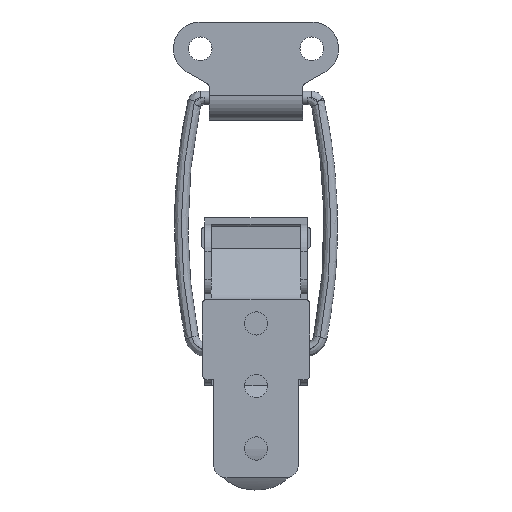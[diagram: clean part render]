
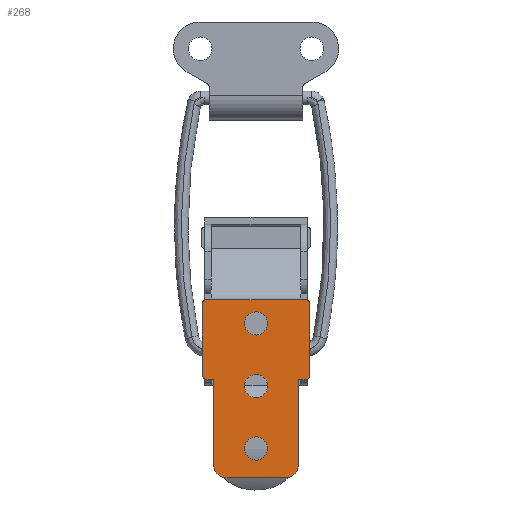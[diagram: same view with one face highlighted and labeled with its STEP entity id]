
A CAD part, front view. The second image highlights one B-rep face of the part: STEP entity #268.
In plain terms, the highlighted planar face has unit normal (0, -1, 0).
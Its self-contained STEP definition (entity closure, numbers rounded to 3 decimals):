
#268=ADVANCED_FACE('',(#1156,#1157,#1158,#1159),#1155,.T.);
#1155=PLANE('',#2442);
#1156=FACE_OUTER_BOUND('',#2443,.T.);
#1157=FACE_BOUND('',#2444,.T.);
#1158=FACE_BOUND('',#2445,.T.);
#1159=FACE_BOUND('',#2446,.T.);
#2439=CARTESIAN_POINT('',(-26.65,0.,9.356));
#2440=DIRECTION('',(0.,-1.,0.));
#2441=DIRECTION('',(0.,0.,-1.));
#2442=AXIS2_PLACEMENT_3D('',#2439,#2440,#2441);
#2443=EDGE_LOOP('',(#3181,#3182,#3183,#3184,#3185,#3186,#3187,#3188,#3189,#3190,#3191,#3192,#3193,#3194));
#2444=EDGE_LOOP('',(#3195,#3196));
#2445=EDGE_LOOP('',(#3197,#3198));
#2446=EDGE_LOOP('',(#3199,#3200));
#3181=ORIENTED_EDGE('',*,*,#3761,.T.);
#3182=ORIENTED_EDGE('',*,*,#3674,.T.);
#3183=ORIENTED_EDGE('',*,*,#3762,.F.);
#3184=ORIENTED_EDGE('',*,*,#3763,.F.);
#3185=ORIENTED_EDGE('',*,*,#3724,.T.);
#3186=ORIENTED_EDGE('',*,*,#3753,.T.);
#3187=ORIENTED_EDGE('',*,*,#3719,.T.);
#3188=ORIENTED_EDGE('',*,*,#3686,.F.);
#3189=ORIENTED_EDGE('',*,*,#3673,.T.);
#3190=ORIENTED_EDGE('',*,*,#3764,.F.);
#3191=ORIENTED_EDGE('',*,*,#3728,.T.);
#3192=ORIENTED_EDGE('',*,*,#3765,.T.);
#3193=ORIENTED_EDGE('',*,*,#3750,.T.);
#3194=ORIENTED_EDGE('',*,*,#3678,.T.);
#3195=ORIENTED_EDGE('',*,*,#3766,.F.);
#3196=ORIENTED_EDGE('',*,*,#3767,.F.);
#3197=ORIENTED_EDGE('',*,*,#3768,.F.);
#3198=ORIENTED_EDGE('',*,*,#3769,.F.);
#3199=ORIENTED_EDGE('',*,*,#3770,.F.);
#3200=ORIENTED_EDGE('',*,*,#3771,.F.);
#3673=EDGE_CURVE('',#4880,#4908,#4915,.T.);
#3674=EDGE_CURVE('',#4921,#4922,#4923,.T.);
#3678=EDGE_CURVE('',#4949,#4950,#4951,.T.);
#3686=EDGE_CURVE('',#4880,#5005,#5006,.T.);
#3719=EDGE_CURVE('',#5225,#5005,#5226,.T.);
#3724=EDGE_CURVE('',#5259,#5260,#5261,.T.);
#3728=EDGE_CURVE('',#5287,#5288,#5289,.T.);
#3750=EDGE_CURVE('',#5434,#4949,#5435,.T.);
#3753=EDGE_CURVE('',#5260,#5225,#5453,.T.);
#3761=EDGE_CURVE('',#4950,#4921,#5505,.T.);
#3762=EDGE_CURVE('',#5511,#4922,#5512,.T.);
#3763=EDGE_CURVE('',#5259,#5511,#5518,.T.);
#3764=EDGE_CURVE('',#5287,#4908,#5524,.T.);
#3765=EDGE_CURVE('',#5288,#5434,#5530,.T.);
#3766=EDGE_CURVE('',#5536,#5537,#5538,.T.);
#3767=EDGE_CURVE('',#5537,#5536,#5544,.T.);
#3768=EDGE_CURVE('',#5550,#5551,#5552,.T.);
#3769=EDGE_CURVE('',#5551,#5550,#5558,.T.);
#3770=EDGE_CURVE('',#5564,#5565,#5566,.T.);
#3771=EDGE_CURVE('',#5565,#5564,#5572,.T.);
#4880=VERTEX_POINT('',#7164);
#4908=VERTEX_POINT('',#7182);
#4915=CIRCLE('',#7189,1.);
#4921=VERTEX_POINT('',#7190);
#4922=VERTEX_POINT('',#7191);
#4923=CIRCLE('',#7195,3.);
#4949=VERTEX_POINT('',#7208);
#4950=VERTEX_POINT('',#7209);
#4951=CIRCLE('',#7213,3.);
#5005=VERTEX_POINT('',#7242);
#5006=LINE('',#7243,#7244);
#5225=VERTEX_POINT('',#7374);
#5226=CIRCLE('',#7378,1.);
#5259=VERTEX_POINT('',#7395);
#5260=VERTEX_POINT('',#7396);
#5261=CIRCLE('',#7400,1.);
#5287=VERTEX_POINT('',#7413);
#5288=VERTEX_POINT('',#7414);
#5289=CIRCLE('',#7418,1.);
#5434=VERTEX_POINT('',#7505);
#5435=LINE('',#7506,#7507);
#5453=LINE('',#7515,#7516);
#5505=LINE('',#7545,#7546);
#5511=VERTEX_POINT('',#7548);
#5512=LINE('',#7549,#7550);
#5518=LINE('',#7552,#7553);
#5524=LINE('',#7555,#7556);
#5530=LINE('',#7558,#7559);
#5536=VERTEX_POINT('',#7561);
#5537=VERTEX_POINT('',#7562);
#5538=CIRCLE('',#7566,2.6);
#5544=CIRCLE('',#7570,2.6);
#5550=VERTEX_POINT('',#7571);
#5551=VERTEX_POINT('',#7572);
#5552=CIRCLE('',#7576,2.6);
#5558=CIRCLE('',#7580,2.6);
#5564=VERTEX_POINT('',#7581);
#5565=VERTEX_POINT('',#7582);
#5566=CIRCLE('',#7586,2.6);
#5572=CIRCLE('',#7590,2.6);
#7164=CARTESIAN_POINT('',(-23.529,0.,5.36));
#7182=CARTESIAN_POINT('',(-24.25,0.,4.4));
#7186=CARTESIAN_POINT('',(-23.25,0.,4.4));
#7187=DIRECTION('',(0.,-1.,0.));
#7188=DIRECTION('',(0.,0.,1.));
#7189=AXIS2_PLACEMENT_3D('',#7186,#7187,#7188);
#7190=CARTESIAN_POINT('',(-5.75,0.,-34.6));
#7191=CARTESIAN_POINT('',(-2.75,0.,-31.6));
#7192=CARTESIAN_POINT('',(-5.75,0.,-31.6));
#7193=DIRECTION('',(0.,-1.,0.));
#7194=DIRECTION('',(0.,0.,1.));
#7195=AXIS2_PLACEMENT_3D('',#7192,#7193,#7194);
#7208=CARTESIAN_POINT('',(-21.75,0.,-31.6));
#7209=CARTESIAN_POINT('',(-18.75,0.,-34.6));
#7210=CARTESIAN_POINT('',(-18.75,0.,-31.6));
#7211=DIRECTION('',(0.,-1.,0.));
#7212=DIRECTION('',(0.,0.,1.));
#7213=AXIS2_PLACEMENT_3D('',#7210,#7211,#7212);
#7242=CARTESIAN_POINT('',(-0.971,0.,5.36));
#7243=CARTESIAN_POINT('',(-23.529,0.,5.36));
#7244=VECTOR('',#7245,22.558);
#7245=DIRECTION('',(1.,0.,0.));
#7374=CARTESIAN_POINT('',(-0.25,0.,4.4));
#7375=CARTESIAN_POINT('',(-1.25,0.,4.4));
#7376=DIRECTION('',(0.,-1.,0.));
#7377=DIRECTION('',(0.,0.,1.));
#7378=AXIS2_PLACEMENT_3D('',#7375,#7376,#7377);
#7395=CARTESIAN_POINT('',(-1.25,0.,-12.6));
#7396=CARTESIAN_POINT('',(-0.25,0.,-11.6));
#7397=CARTESIAN_POINT('',(-1.25,0.,-11.6));
#7398=DIRECTION('',(0.,-1.,0.));
#7399=DIRECTION('',(0.,0.,1.));
#7400=AXIS2_PLACEMENT_3D('',#7397,#7398,#7399);
#7413=CARTESIAN_POINT('',(-24.25,0.,-11.6));
#7414=CARTESIAN_POINT('',(-23.25,0.,-12.6));
#7415=CARTESIAN_POINT('',(-23.25,0.,-11.6));
#7416=DIRECTION('',(0.,-1.,0.));
#7417=DIRECTION('',(0.,0.,1.));
#7418=AXIS2_PLACEMENT_3D('',#7415,#7416,#7417);
#7505=CARTESIAN_POINT('',(-21.75,0.,-12.6));
#7506=CARTESIAN_POINT('',(-21.75,0.,-12.6));
#7507=VECTOR('',#7508,19.);
#7508=DIRECTION('',(0.,0.,-1.));
#7515=CARTESIAN_POINT('',(-0.25,0.,-11.6));
#7516=VECTOR('',#7517,16.);
#7517=DIRECTION('',(0.,0.,1.));
#7545=CARTESIAN_POINT('',(-18.75,0.,-34.6));
#7546=VECTOR('',#7547,13.);
#7547=DIRECTION('',(1.,0.,0.));
#7548=CARTESIAN_POINT('',(-2.75,0.,-12.6));
#7549=CARTESIAN_POINT('',(-2.75,0.,-12.6));
#7550=VECTOR('',#7551,19.);
#7551=DIRECTION('',(0.,0.,-1.));
#7552=CARTESIAN_POINT('',(-1.25,0.,-12.6));
#7553=VECTOR('',#7554,1.5);
#7554=DIRECTION('',(-1.,0.,0.));
#7555=CARTESIAN_POINT('',(-24.25,0.,-11.6));
#7556=VECTOR('',#7557,16.);
#7557=DIRECTION('',(0.,0.,1.));
#7558=CARTESIAN_POINT('',(-23.25,0.,-12.6));
#7559=VECTOR('',#7560,1.5);
#7560=DIRECTION('',(1.,0.,0.));
#7561=CARTESIAN_POINT('',(-12.25,0.,-11.4));
#7562=CARTESIAN_POINT('',(-12.25,0.,-16.6));
#7563=CARTESIAN_POINT('',(-12.25,0.,-14.));
#7564=DIRECTION('',(0.,-1.,0.));
#7565=DIRECTION('',(0.,0.,-1.));
#7566=AXIS2_PLACEMENT_3D('',#7563,#7564,#7565);
#7567=CARTESIAN_POINT('',(-12.25,0.,-14.));
#7568=DIRECTION('',(0.,-1.,0.));
#7569=DIRECTION('',(0.,0.,-1.));
#7570=AXIS2_PLACEMENT_3D('',#7567,#7568,#7569);
#7571=CARTESIAN_POINT('',(-12.25,0.,-25.4));
#7572=CARTESIAN_POINT('',(-12.25,0.,-30.6));
#7573=CARTESIAN_POINT('',(-12.25,0.,-28.));
#7574=DIRECTION('',(0.,-1.,0.));
#7575=DIRECTION('',(0.,0.,-1.));
#7576=AXIS2_PLACEMENT_3D('',#7573,#7574,#7575);
#7577=CARTESIAN_POINT('',(-12.25,0.,-28.));
#7578=DIRECTION('',(0.,-1.,0.));
#7579=DIRECTION('',(0.,0.,-1.));
#7580=AXIS2_PLACEMENT_3D('',#7577,#7578,#7579);
#7581=CARTESIAN_POINT('',(-12.25,0.,2.6));
#7582=CARTESIAN_POINT('',(-12.25,0.,-2.6));
#7583=CARTESIAN_POINT('',(-12.25,0.,0.));
#7584=DIRECTION('',(0.,-1.,0.));
#7585=DIRECTION('',(0.,0.,-1.));
#7586=AXIS2_PLACEMENT_3D('',#7583,#7584,#7585);
#7587=CARTESIAN_POINT('',(-12.25,0.,0.));
#7588=DIRECTION('',(0.,-1.,0.));
#7589=DIRECTION('',(0.,0.,-1.));
#7590=AXIS2_PLACEMENT_3D('',#7587,#7588,#7589);
